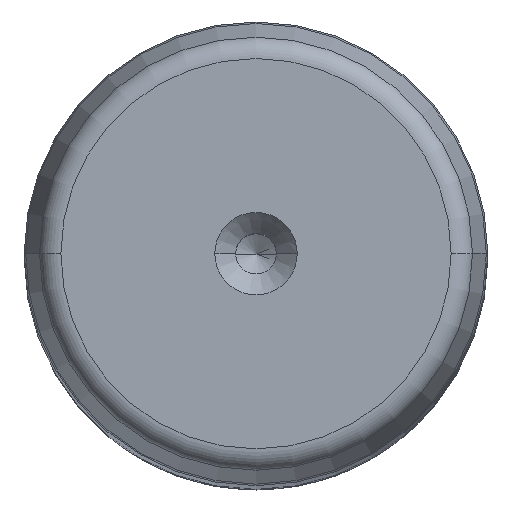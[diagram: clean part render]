
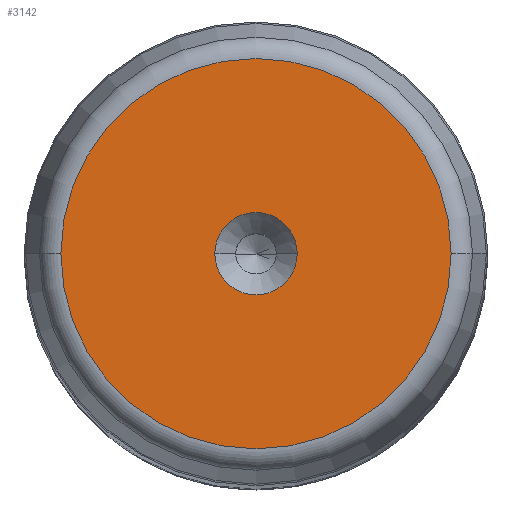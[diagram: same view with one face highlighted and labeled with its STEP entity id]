
A CAD part, top view. The second image highlights one B-rep face of the part: STEP entity #3142.
In plain terms, the highlighted planar face has unit normal (0, 0, 1).
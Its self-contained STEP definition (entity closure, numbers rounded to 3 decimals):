
#39 = ORIENTED_EDGE ( 'NONE', *, *, #1940, .F. ) ;
#570 = DIRECTION ( 'NONE',  ( 1., 0., 0. ) ) ;
#605 = DIRECTION ( 'NONE',  ( 0., 0., 1. ) ) ;
#618 = DIRECTION ( 'NONE',  ( 1., 0., 0. ) ) ;
#632 = FACE_OUTER_BOUND ( 'NONE', #2123, .T. ) ;
#934 = ORIENTED_EDGE ( 'NONE', *, *, #3193, .F. ) ;
#945 = VERTEX_POINT ( 'NONE', #3478 ) ;
#1023 = CIRCLE ( 'NONE', #3545, 5.6 ) ;
#1035 = CARTESIAN_POINT ( 'NONE',  ( 0., 0., 355. ) ) ;
#1233 = DIRECTION ( 'NONE',  ( 0., 0., 1. ) ) ;
#1381 = CARTESIAN_POINT ( 'NONE',  ( 5.6, 0., 355. ) ) ;
#1393 = CARTESIAN_POINT ( 'NONE',  ( 0., 0., 355. ) ) ;
#1405 = DIRECTION ( 'NONE',  ( 0., 0., 1. ) ) ;
#1645 = CARTESIAN_POINT ( 'NONE',  ( 0., 0., 355. ) ) ;
#1908 = ORIENTED_EDGE ( 'NONE', *, *, #2442, .T. ) ;
#1915 = DIRECTION ( 'NONE',  ( 0., 0., 1. ) ) ;
#1940 = EDGE_CURVE ( 'NONE', #2789, #3204, #1023, .T. ) ;
#1960 = DIRECTION ( 'NONE',  ( 1., 0., 0. ) ) ;
#2076 = CIRCLE ( 'NONE', #2474, 26.519 ) ;
#2123 = EDGE_LOOP ( 'NONE', ( #1908, #2255 ) ) ;
#2173 = PLANE ( 'NONE',  #2387 ) ;
#2224 = CARTESIAN_POINT ( 'NONE',  ( -5.6, 0., 355. ) ) ;
#2241 = CARTESIAN_POINT ( 'NONE',  ( 0., 0., 355. ) ) ;
#2255 = ORIENTED_EDGE ( 'NONE', *, *, #2623, .T. ) ;
#2294 = EDGE_LOOP ( 'NONE', ( #934, #39 ) ) ;
#2385 = CIRCLE ( 'NONE', #2956, 5.6 ) ;
#2387 = AXIS2_PLACEMENT_3D ( 'NONE', #3347, #605, #618 ) ;
#2423 = VERTEX_POINT ( 'NONE', #3499 ) ;
#2442 = EDGE_CURVE ( 'NONE', #945, #2423, #2470, .T. ) ;
#2470 = CIRCLE ( 'NONE', #3288, 26.519 ) ;
#2474 = AXIS2_PLACEMENT_3D ( 'NONE', #1645, #1915, #2739 ) ;
#2613 = FACE_BOUND ( 'NONE', #2294, .T. ) ;
#2623 = EDGE_CURVE ( 'NONE', #2423, #945, #2076, .T. ) ;
#2739 = DIRECTION ( 'NONE',  ( 1., 0., 0. ) ) ;
#2789 = VERTEX_POINT ( 'NONE', #2224 ) ;
#2947 = DIRECTION ( 'NONE',  ( 1., 0., 0. ) ) ;
#2956 = AXIS2_PLACEMENT_3D ( 'NONE', #1393, #1405, #570 ) ;
#3142 = ADVANCED_FACE ( 'NONE', ( #632, #2613 ), #2173, .T. ) ;
#3193 = EDGE_CURVE ( 'NONE', #3204, #2789, #2385, .T. ) ;
#3204 = VERTEX_POINT ( 'NONE', #1381 ) ;
#3288 = AXIS2_PLACEMENT_3D ( 'NONE', #1035, #1233, #2947 ) ;
#3347 = CARTESIAN_POINT ( 'NONE',  ( 0., 0., 355. ) ) ;
#3356 = DIRECTION ( 'NONE',  ( 0., 0., 1. ) ) ;
#3478 = CARTESIAN_POINT ( 'NONE',  ( 26.519, 0., 355. ) ) ;
#3499 = CARTESIAN_POINT ( 'NONE',  ( -26.519, 0., 355. ) ) ;
#3545 = AXIS2_PLACEMENT_3D ( 'NONE', #2241, #3356, #1960 ) ;
